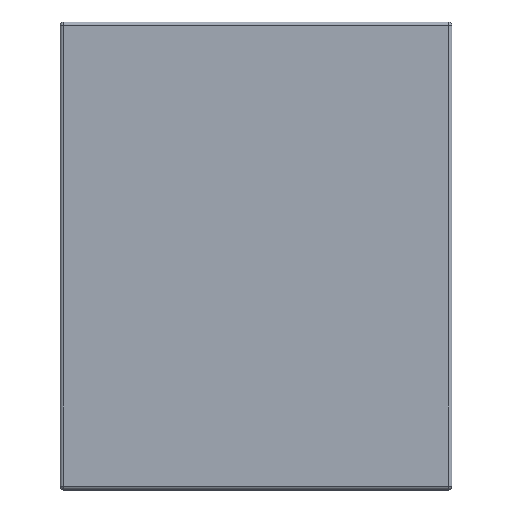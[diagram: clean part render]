
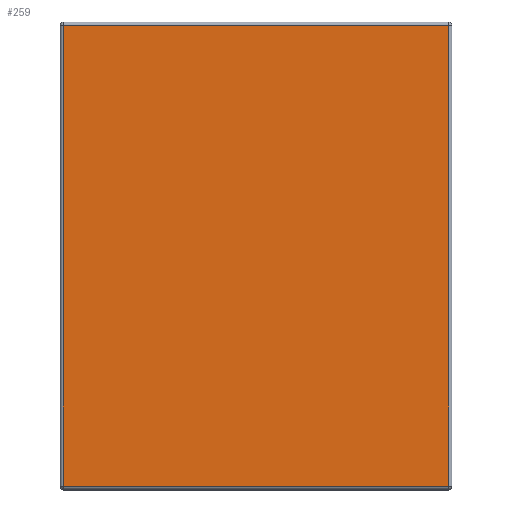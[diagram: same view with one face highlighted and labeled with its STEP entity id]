
A CAD part, top view. The second image highlights one B-rep face of the part: STEP entity #259.
In plain terms, the highlighted planar face has unit normal (0, 0, 1).
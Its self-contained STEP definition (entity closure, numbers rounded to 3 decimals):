
#15=PLANE('',#300);
#31=FACE_OUTER_BOUND('',#49,.T.);
#49=EDGE_LOOP('',(#195,#196,#197,#198));
#64=LINE('',#426,#84);
#67=LINE('',#441,#87);
#69=LINE('',#447,#89);
#70=LINE('',#448,#90);
#84=VECTOR('',#336,10.);
#87=VECTOR('',#355,10.);
#89=VECTOR('',#361,10.);
#90=VECTOR('',#362,10.);
#121=VERTEX_POINT('',#420);
#123=VERTEX_POINT('',#424);
#127=VERTEX_POINT('',#440);
#129=VERTEX_POINT('',#446);
#144=EDGE_CURVE('',#123,#121,#64,.T.);
#151=EDGE_CURVE('',#121,#127,#67,.T.);
#154=EDGE_CURVE('',#129,#123,#69,.T.);
#155=EDGE_CURVE('',#127,#129,#70,.T.);
#195=ORIENTED_EDGE('',*,*,#144,.F.);
#196=ORIENTED_EDGE('',*,*,#154,.F.);
#197=ORIENTED_EDGE('',*,*,#155,.F.);
#198=ORIENTED_EDGE('',*,*,#151,.F.);
#259=ADVANCED_FACE('',(#31),#15,.T.);
#300=AXIS2_PLACEMENT_3D('',#445,#359,#360);
#336=DIRECTION('',(1.,0.,0.));
#355=DIRECTION('',(0.,-1.,0.));
#359=DIRECTION('center_axis',(0.,0.,1.));
#360=DIRECTION('ref_axis',(1.,0.,0.));
#361=DIRECTION('',(0.,1.,0.));
#362=DIRECTION('',(-1.,0.,0.));
#420=CARTESIAN_POINT('',(56.5,67.5,37.));
#424=CARTESIAN_POINT('',(0.5,67.5,37.));
#426=CARTESIAN_POINT('',(42.75,67.5,37.));
#440=CARTESIAN_POINT('',(56.5,0.5,37.));
#441=CARTESIAN_POINT('',(56.5,17.,37.));
#445=CARTESIAN_POINT('Origin',(28.5,34.,37.));
#446=CARTESIAN_POINT('',(0.5,0.5,37.));
#447=CARTESIAN_POINT('',(0.5,51.,37.));
#448=CARTESIAN_POINT('',(14.25,0.5,37.));
